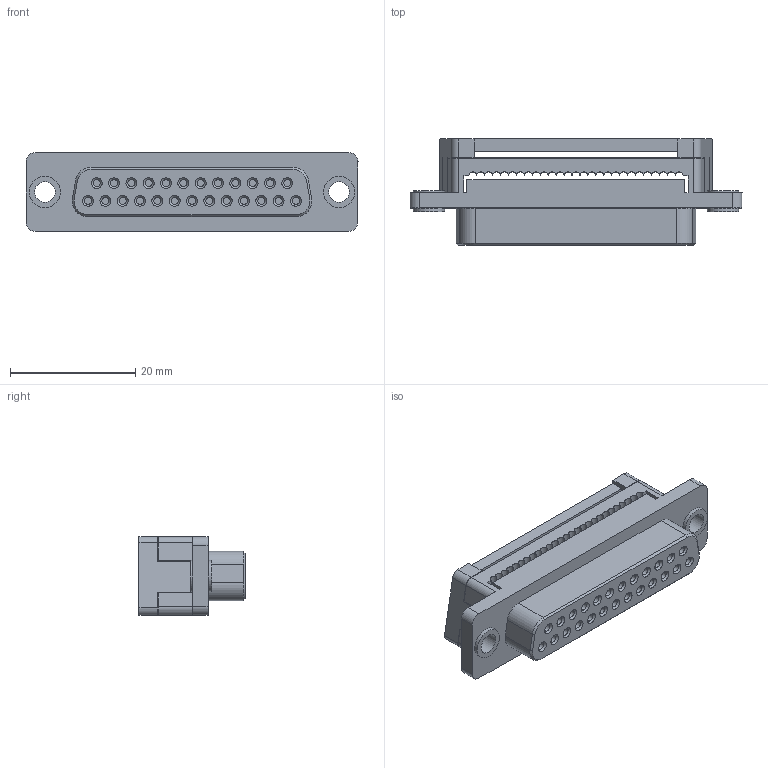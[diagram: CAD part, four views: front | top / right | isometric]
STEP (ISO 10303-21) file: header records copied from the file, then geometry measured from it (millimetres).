
FILE_DESCRIPTION(/* description */ (''),/* implementation_level */ '2;1');
FILE_NAME(/* name */ '114-25-2-00-00.stp',/* time_stamp */ '2015-06-23T08:32:23+02:00',/* author */ ('Andreas.Larin'),/* organization */ (''),/* preprocessor_version */ 'ST-DEVELOPER v15.6',/* originating_system */ 'Autodesk Inventor 2015',/* authorisation */ '');
FILE_SCHEMA (('AUTOMOTIVE_DESIGN { 1 0 10303 214 3 1 1 }'));
Length unit declared in the file: centimetre
Products named in the file (1): 114
Bounding box: 53.09 x 16.97 x 12.6 mm (x, y, z)
Volume: 6675.7 mm3; surface area: 5529.9 mm2
Topology: 1 solids, 1 shells, 209 faces, 494 edges, 315 vertices
Faces by surface type: plane 102, cylinder 74, cone 33
Full cylindrical faces by diameter (mm): 1.14 x25, 3.3 x2, 5 x4
Entity records: 5720 total; most frequent: DIRECTION 1034, CARTESIAN_POINT 953, ORIENTED_EDGE 866, EDGE_CURVE 433, AXIS2_PLACEMENT_3D 391, VERTEX_POINT 310, EDGE_LOOP 301, LINE 252
